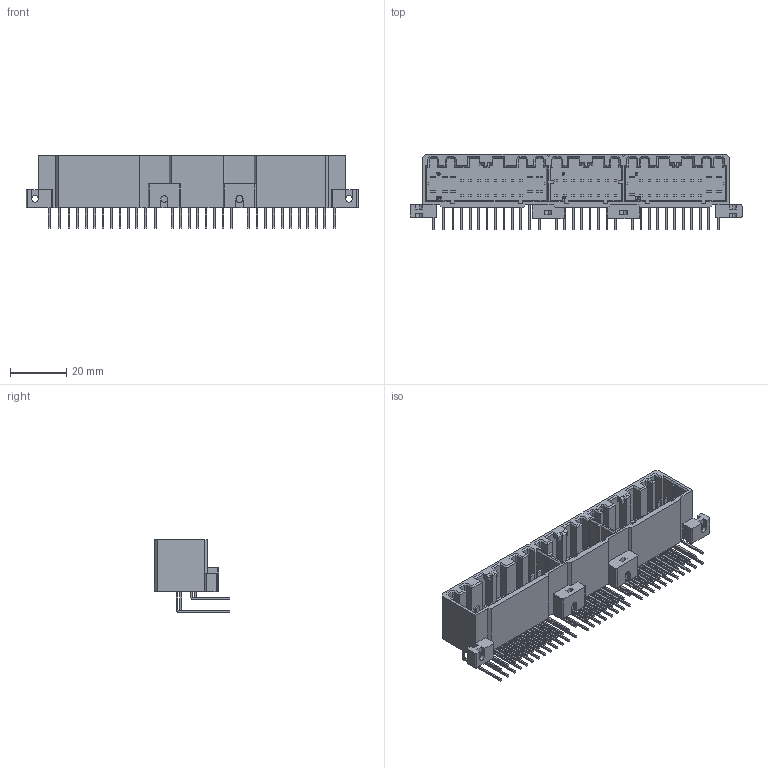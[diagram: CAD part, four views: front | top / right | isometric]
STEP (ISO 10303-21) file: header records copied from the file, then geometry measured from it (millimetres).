
FILE_DESCRIPTION(('STEP AP242'),'1');
FILE_NAME('178764-1.stp','2022-04-27T18:45:51',('TraceParts'),('TraceParts S.A.'),'Spatial InterOp 3D',' ',' ');
FILE_SCHEMA(('AP242_MANAGED_MODEL_BASED_3D_ENGINEERING_MIM_LF {1 0 10303 442 1 1 4}'));
Length unit declared in the file: millimetre
Products named in the file (1): 178764-1
Bounding box: 117.8 x 26.9 x 25.82 mm (x, y, z)
Volume: 19320.5 mm3; surface area: 20456.4 mm2
Topology: 1 solids, 1 shells, 1669 faces, 4449 edges, 2920 vertices
Faces by surface type: plane 1507, cylinder 162
Entity records: 50990 total; most frequent: CARTESIAN_POINT 9039, ORIENTED_EDGE 8898, DIRECTION 8113, EDGE_CURVE 4449, LINE 4125, VECTOR 4125, VERTEX_POINT 2920, AXIS2_PLACEMENT_3D 1994
